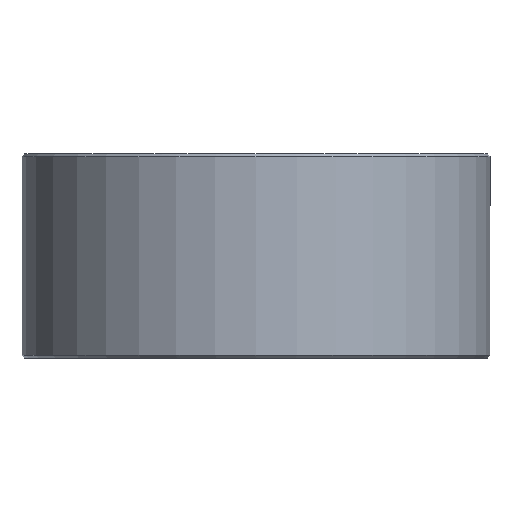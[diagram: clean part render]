
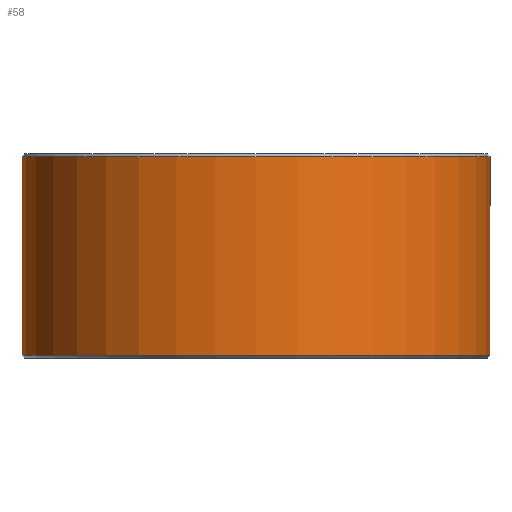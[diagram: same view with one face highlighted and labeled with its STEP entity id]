
A CAD part, left-side view. The second image highlights one B-rep face of the part: STEP entity #58.
In plain terms, the highlighted cylindrical face has radius 12.7 mm (diameter 25.4 mm), a partial arc.
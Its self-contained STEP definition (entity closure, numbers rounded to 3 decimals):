
#12 = VERTEX_POINT ( 'NONE', #150 ) ;
#14 = EDGE_CURVE ( 'NONE', #17, #12, #149, .T. ) ;
#15 = VERTEX_POINT ( 'NONE', #145 ) ;
#17 = VERTEX_POINT ( 'NONE', #144 ) ;
#25 = EDGE_CURVE ( 'NONE', #15, #33, #120, .T. ) ;
#31 = ORIENTED_EDGE ( 'NONE', *, *, #14, .F. ) ;
#33 = VERTEX_POINT ( 'NONE', #230 ) ;
#45 = ORIENTED_EDGE ( 'NONE', *, *, #57, .T. ) ;
#46 = ORIENTED_EDGE ( 'NONE', *, *, #25, .T. ) ;
#50 = ORIENTED_EDGE ( 'NONE', *, *, #51, .F. ) ;
#51 = EDGE_CURVE ( 'NONE', #12, #33, #180, .T. ) ;
#57 = EDGE_CURVE ( 'NONE', #17, #15, #168, .T. ) ;
#58 = ADVANCED_FACE ( 'NONE', ( #163 ), #359, .T. ) ;
#59 = EDGE_LOOP ( 'NONE', ( #31, #45, #46, #50 ) ) ;
#116 = DIRECTION ( 'NONE',  ( 0., 0., -1. ) ) ;
#117 = VECTOR ( 'NONE', #116, 1000. ) ;
#118 = CARTESIAN_POINT ( 'NONE',  ( 0., 12.7, -1.5 ) ) ;
#120 = LINE ( 'NONE', #118, #117 ) ;
#144 = CARTESIAN_POINT ( 'NONE',  ( 0., -12.7, 9.438 ) ) ;
#145 = CARTESIAN_POINT ( 'NONE',  ( 0., 12.7, 9.438 ) ) ;
#146 = DIRECTION ( 'NONE',  ( 0., 0., -1. ) ) ;
#147 = VECTOR ( 'NONE', #146, 1000. ) ;
#148 = CARTESIAN_POINT ( 'NONE',  ( 0., -12.7, -1.5 ) ) ;
#149 = LINE ( 'NONE', #148, #147 ) ;
#150 = CARTESIAN_POINT ( 'NONE',  ( 0., -12.7, -1.359 ) ) ;
#163 = FACE_OUTER_BOUND ( 'NONE', #59, .T. ) ;
#164 = DIRECTION ( 'NONE',  ( 0., 1., 0. ) ) ;
#165 = DIRECTION ( 'NONE',  ( 0., 0., -1. ) ) ;
#166 = CARTESIAN_POINT ( 'NONE',  ( 0., 0., 9.438 ) ) ;
#167 = AXIS2_PLACEMENT_3D ( 'NONE', #166, #165, #164 ) ;
#168 = CIRCLE ( 'NONE', #167, 12.7 ) ;
#176 = DIRECTION ( 'NONE',  ( 0., 1., 0. ) ) ;
#177 = DIRECTION ( 'NONE',  ( 0., 0., -1. ) ) ;
#178 = CARTESIAN_POINT ( 'NONE',  ( 0., 0., -1.359 ) ) ;
#179 = AXIS2_PLACEMENT_3D ( 'NONE', #178, #177, #176 ) ;
#180 = CIRCLE ( 'NONE', #179, 12.7 ) ;
#230 = CARTESIAN_POINT ( 'NONE',  ( 0., 12.7, -1.359 ) ) ;
#344 = AXIS2_PLACEMENT_3D ( 'NONE', #346, #345, #356 ) ;
#345 = DIRECTION ( 'NONE',  ( 0., 0., -1. ) ) ;
#346 = CARTESIAN_POINT ( 'NONE',  ( 0., 0., -1.5 ) ) ;
#356 = DIRECTION ( 'NONE',  ( 0., 1., 0. ) ) ;
#359 = CYLINDRICAL_SURFACE ( 'NONE', #344, 12.7 ) ;
